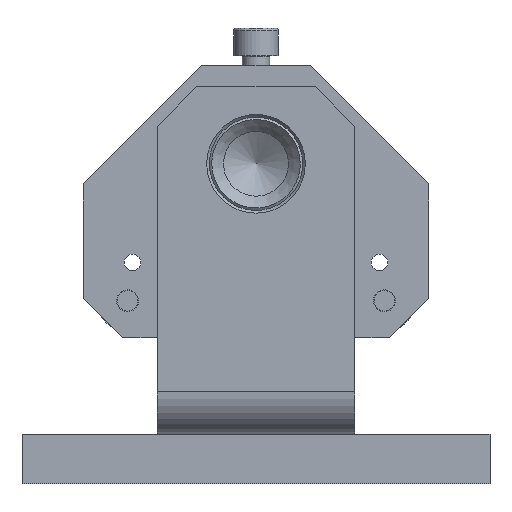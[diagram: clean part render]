
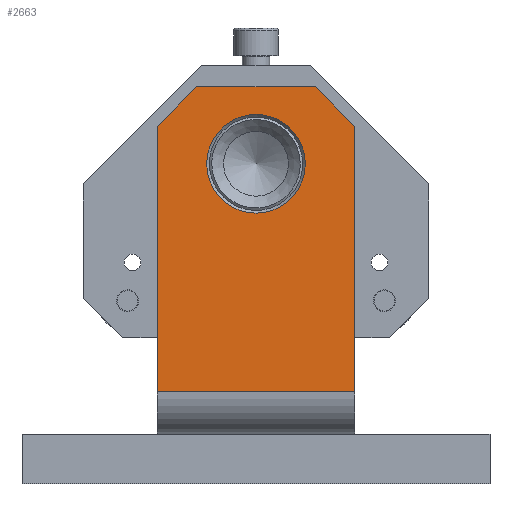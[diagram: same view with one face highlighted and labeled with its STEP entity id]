
A CAD part, front view. The second image highlights one B-rep face of the part: STEP entity #2663.
In plain terms, the highlighted planar face has unit normal (0, -1, 0).
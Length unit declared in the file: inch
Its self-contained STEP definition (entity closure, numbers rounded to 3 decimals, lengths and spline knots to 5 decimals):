
#135=LINE('',#4640,#271);
#146=LINE('',#4665,#282);
#148=LINE('',#4670,#284);
#151=LINE('',#4676,#287);
#154=LINE('',#4681,#290);
#155=LINE('',#4682,#291);
#271=VECTOR('',#3556,0.3937);
#282=VECTOR('',#3575,0.3937);
#284=VECTOR('',#3581,0.3937);
#287=VECTOR('',#3586,0.3937);
#290=VECTOR('',#3591,0.3937);
#291=VECTOR('',#3592,0.3937);
#478=FACE_BOUND('',#835,.T.);
#632=FACE_OUTER_BOUND('',#834,.T.);
#834=EDGE_LOOP('',(#2096,#2097,#2098,#2099,#2100,#2101));
#835=EDGE_LOOP('',(#2102));
#1016=CIRCLE('',#2942,0.25);
#1228=VERTEX_POINT('',#4615);
#1236=VERTEX_POINT('',#4637);
#1237=VERTEX_POINT('',#4639);
#1246=VERTEX_POINT('',#4662);
#1247=VERTEX_POINT('',#4664);
#1248=VERTEX_POINT('',#4669);
#1250=VERTEX_POINT('',#4675);
#1530=EDGE_CURVE('',#1228,#1228,#1016,.T.);
#1540=EDGE_CURVE('',#1237,#1236,#135,.T.);
#1553=EDGE_CURVE('',#1247,#1246,#146,.T.);
#1556=EDGE_CURVE('',#1237,#1248,#148,.T.);
#1559=EDGE_CURVE('',#1248,#1250,#151,.T.);
#1562=EDGE_CURVE('',#1247,#1236,#154,.T.);
#1563=EDGE_CURVE('',#1250,#1246,#155,.T.);
#2096=ORIENTED_EDGE('',*,*,#1556,.F.);
#2097=ORIENTED_EDGE('',*,*,#1540,.T.);
#2098=ORIENTED_EDGE('',*,*,#1562,.F.);
#2099=ORIENTED_EDGE('',*,*,#1553,.T.);
#2100=ORIENTED_EDGE('',*,*,#1563,.F.);
#2101=ORIENTED_EDGE('',*,*,#1559,.F.);
#2102=ORIENTED_EDGE('',*,*,#1530,.T.);
#2364=PLANE('',#2959);
#2663=ADVANCED_FACE('',(#632,#478),#2364,.T.);
#2942=AXIS2_PLACEMENT_3D('',#4616,#3531,#3532);
#2959=AXIS2_PLACEMENT_3D('',#4680,#3589,#3590);
#3531=DIRECTION('center_axis',(0.,1.,0.));
#3532=DIRECTION('ref_axis',(1.,0.,0.));
#3556=DIRECTION('',(0.,0.,-1.));
#3575=DIRECTION('',(0.,0.,1.));
#3581=DIRECTION('',(0.707,0.,0.707));
#3586=DIRECTION('',(1.,0.,0.));
#3589=DIRECTION('center_axis',(0.,-1.,0.));
#3590=DIRECTION('ref_axis',(1.,0.,0.));
#3591=DIRECTION('',(-1.,0.,0.));
#3592=DIRECTION('',(0.707,0.,-0.707));
#4615=CARTESIAN_POINT('',(0.25,-0.78,1.495));
#4616=CARTESIAN_POINT('Origin',(0.,-0.78,1.495));
#4637=CARTESIAN_POINT('',(-0.5,-0.78,0.34));
#4639=CARTESIAN_POINT('',(-0.5,-0.78,1.685));
#4640=CARTESIAN_POINT('',(-0.5,-0.78,0.34));
#4662=CARTESIAN_POINT('',(0.5,-0.78,1.685));
#4664=CARTESIAN_POINT('',(0.5,-0.78,0.34));
#4665=CARTESIAN_POINT('',(0.5,-0.78,0.34));
#4669=CARTESIAN_POINT('',(-0.3,-0.78,1.885));
#4670=CARTESIAN_POINT('',(-0.66125,-0.78,1.52375));
#4675=CARTESIAN_POINT('',(0.3,-0.78,1.885));
#4676=CARTESIAN_POINT('',(0.,-0.78,1.885));
#4680=CARTESIAN_POINT('Origin',(0.,-0.78,
0.34));
#4681=CARTESIAN_POINT('',(0.,-0.78,0.34));
#4682=CARTESIAN_POINT('',(0.66125,-0.78,1.52375));
